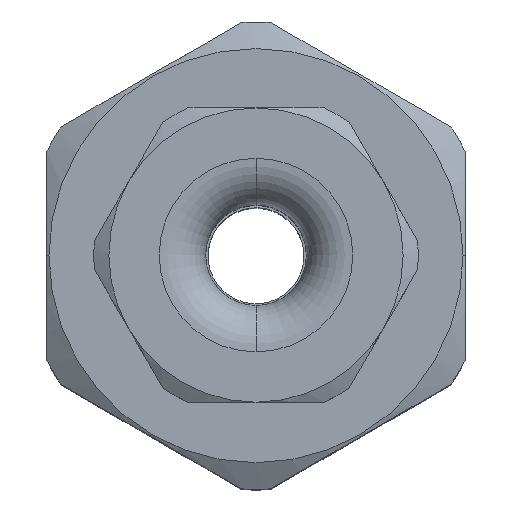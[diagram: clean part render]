
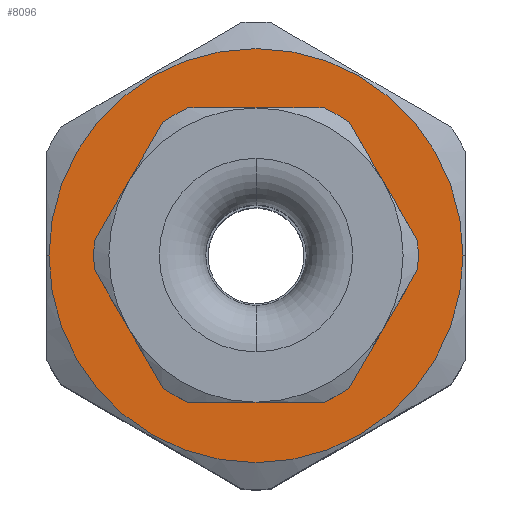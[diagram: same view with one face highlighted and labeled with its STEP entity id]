
A CAD part, top view. The second image highlights one B-rep face of the part: STEP entity #8096.
In plain terms, the highlighted planar face has unit normal (0, 0, 1).
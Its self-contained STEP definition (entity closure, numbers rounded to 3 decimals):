
#2110 = VERTEX_POINT ( 'NONE', #39329 ) ;
#6138 = EDGE_LOOP ( 'NONE', ( #49731, #17067 ) ) ;
#6772 = CARTESIAN_POINT ( 'NONE',  ( -7.5, 0., 44. ) ) ;
#7631 = CARTESIAN_POINT ( 'NONE',  ( 0., 0., 44. ) ) ;
#8096 = ADVANCED_FACE ( 'NONE', ( #16334, #40263 ), #49613, .T. ) ;
#8786 = VERTEX_POINT ( 'NONE', #6772 ) ;
#9344 = CIRCLE ( 'NONE', #43231, 13.367 ) ;
#11058 = AXIS2_PLACEMENT_3D ( 'NONE', #46161, #51891, #51289 ) ;
#15167 = CARTESIAN_POINT ( 'NONE',  ( 0., 0., 44. ) ) ;
#16060 = DIRECTION ( 'NONE',  ( 0., 0., 1. ) ) ;
#16334 = FACE_BOUND ( 'NONE', #6138, .T. ) ;
#17067 = ORIENTED_EDGE ( 'NONE', *, *, #24175, .T. ) ;
#24175 = EDGE_CURVE ( 'NONE', #8786, #58695, #25547, .T. ) ;
#24261 = EDGE_LOOP ( 'NONE', ( #55219, #58904 ) ) ;
#25547 = CIRCLE ( 'NONE', #11058, 7.5 ) ;
#25623 = VERTEX_POINT ( 'NONE', #30134 ) ;
#26014 = AXIS2_PLACEMENT_3D ( 'NONE', #7631, #26706, #40061 ) ;
#26706 = DIRECTION ( 'NONE',  ( 0., 0., -1. ) ) ;
#28879 = CIRCLE ( 'NONE', #26014, 7.5 ) ;
#29965 = DIRECTION ( 'NONE',  ( 0., 0., 1. ) ) ;
#30134 = CARTESIAN_POINT ( 'NONE',  ( -13.367, 0., 44. ) ) ;
#35403 = DIRECTION ( 'NONE',  ( 0., 0., 1. ) ) ;
#37464 = CARTESIAN_POINT ( 'NONE',  ( 7.5, 0., 44. ) ) ;
#39329 = CARTESIAN_POINT ( 'NONE',  ( 13.367, 0., 44. ) ) ;
#40061 = DIRECTION ( 'NONE',  ( 1., 0., 0. ) ) ;
#40263 = FACE_OUTER_BOUND ( 'NONE', #24261, .T. ) ;
#43231 = AXIS2_PLACEMENT_3D ( 'NONE', #43317, #29965, #48436 ) ;
#43317 = CARTESIAN_POINT ( 'NONE',  ( 0., 0., 44. ) ) ;
#46025 = AXIS2_PLACEMENT_3D ( 'NONE', #58093, #35403, #58689 ) ;
#46161 = CARTESIAN_POINT ( 'NONE',  ( 0., 0., 44. ) ) ;
#47462 = EDGE_CURVE ( 'NONE', #25623, #2110, #9344, .T. ) ;
#48436 = DIRECTION ( 'NONE',  ( 1., 0., 0. ) ) ;
#49613 = PLANE ( 'NONE',  #46025 ) ;
#49731 = ORIENTED_EDGE ( 'NONE', *, *, #54803, .T. ) ;
#51155 = AXIS2_PLACEMENT_3D ( 'NONE', #15167, #16060, #57225 ) ;
#51289 = DIRECTION ( 'NONE',  ( 1., 0., 0. ) ) ;
#51891 = DIRECTION ( 'NONE',  ( 0., 0., -1. ) ) ;
#54803 = EDGE_CURVE ( 'NONE', #58695, #8786, #28879, .T. ) ;
#54959 = EDGE_CURVE ( 'NONE', #2110, #25623, #59831, .T. ) ;
#55219 = ORIENTED_EDGE ( 'NONE', *, *, #54959, .T. ) ;
#57225 = DIRECTION ( 'NONE',  ( 1., 0., 0. ) ) ;
#58093 = CARTESIAN_POINT ( 'NONE',  ( 0., 0., 44. ) ) ;
#58689 = DIRECTION ( 'NONE',  ( 1., 0., 0. ) ) ;
#58695 = VERTEX_POINT ( 'NONE', #37464 ) ;
#58904 = ORIENTED_EDGE ( 'NONE', *, *, #47462, .T. ) ;
#59831 = CIRCLE ( 'NONE', #51155, 13.367 ) ;
